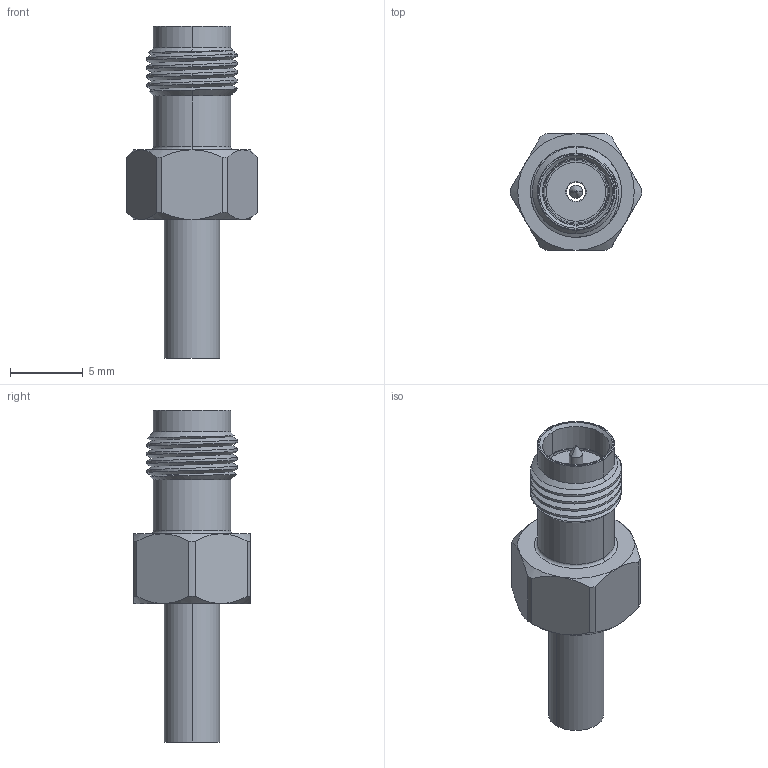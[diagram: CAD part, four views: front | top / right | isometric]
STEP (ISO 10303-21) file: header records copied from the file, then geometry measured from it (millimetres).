
FILE_DESCRIPTION (( 'STEP AP214' ), '1' );
FILE_NAME ('31-054-D3-AD.STEP', '2024-08-12T19:05:45', ( '' ), ( '' ), 'SwSTEP 2.0', 'SolidWorks 2024', '' );
FILE_SCHEMA (( 'AUTOMOTIVE_DESIGN' ));
Length unit declared in the file: millimetre
Products named in the file (1): 31-054-D3-AD
Bounding box: 9 x 8 x 22.8 mm (x, y, z)
Surface area: 662.6 mm2 (no closed solid volume)
Topology: 0 solids, 4 shells, 70 faces, 169 edges, 106 vertices
Faces by surface type: cylinder 27, cone 24, plane 13, torus 4, bspline 2
Entity records: 2941 total; most frequent: CARTESIAN_POINT 1366, DIRECTION 330, ORIENTED_EDGE 324, EDGE_CURVE 169, AXIS2_PLACEMENT_3D 143, VERTEX_POINT 106, EDGE_LOOP 76, CIRCLE 74
